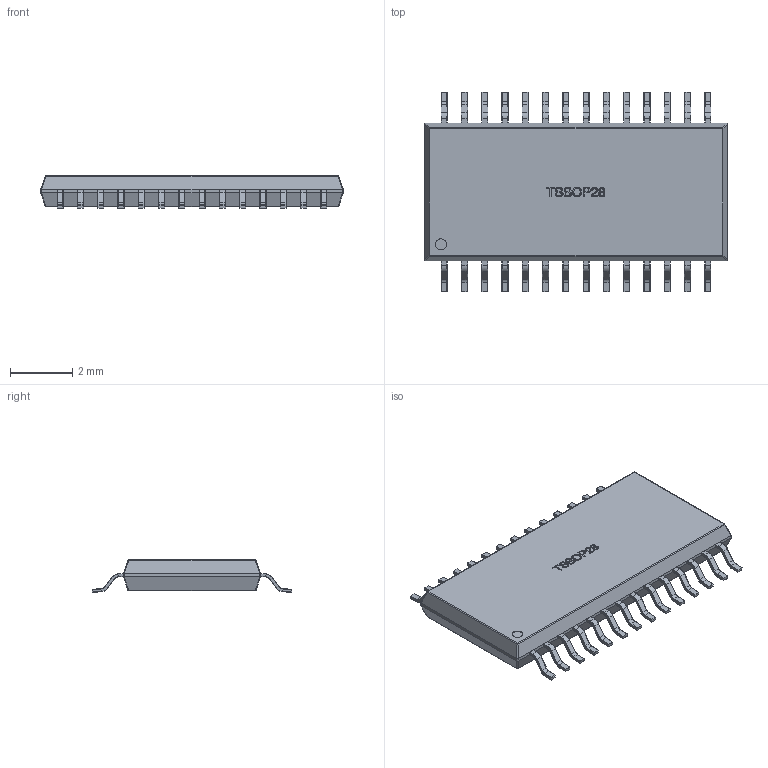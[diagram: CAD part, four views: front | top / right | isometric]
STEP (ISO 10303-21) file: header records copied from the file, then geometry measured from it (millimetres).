
FILE_DESCRIPTION (( 'STEP AP214' ), '1' );
FILE_NAME ('SOP65P640X120-28N.STEP', '2025-08-06T10:18:48', ( '' ), ( '' ), 'SwSTEP 2.0', 'SolidWorks 2020', '' );
FILE_SCHEMA (( 'AUTOMOTIVE_DESIGN' ));
Length unit declared in the file: millimetre
Products named in the file (2): SOP65P640X120-28N; TSSOP-28_L9.7-W4.4-P0.65-LS6.4-BL~TSSOP-28_L9.7-W4.4-H1.0-LS6.4-P0.65~2nav^U1~TSSOP-28_L9.7-W4.4-P0.65-LS6.4-BL~TSSOP-28_L9.7-W4.4-H1.0-LS6.4-P0.65~2nav_SOP65P640X120-28N(2)_SOP65P640X120-28N
Assembly tree (1 placements, depth 2):
  SOP65P640X120-28N
    TSSOP-28_L9.7-W4.4-P0.65-LS6.4-BL~TSSOP-28_L9.7-W4.4-H1.0-LS6.4-P0.65~2nav^U1~TSSOP-28_L9.7-W4.4-P0.65-LS6.4-BL~TSSOP-28_L9.7-W4.4-H1.0-LS6.4-P0.65~2nav_SOP65P640X120-28N(2)_SOP65P640X120-28N
Bounding box: 9.69 x 6.4 x 1.05 mm (x, y, z)
Volume: 41.4 mm3; surface area: 126.5 mm2
Topology: 29 solids, 29 shells, 1679 faces, 3614 edges, 1920 vertices
Faces by surface type: plane 605, cylinder 582, torus 224, sphere 176, bspline 92
Entity records: 49374 total; most frequent: CARTESIAN_POINT 12337, DIRECTION 7952, ORIENTED_EDGE 6988, EDGE_CURVE 3494, AXIS2_PLACEMENT_3D 3075, VERTEX_POINT 1892, VECTOR 1802, LINE 1802
